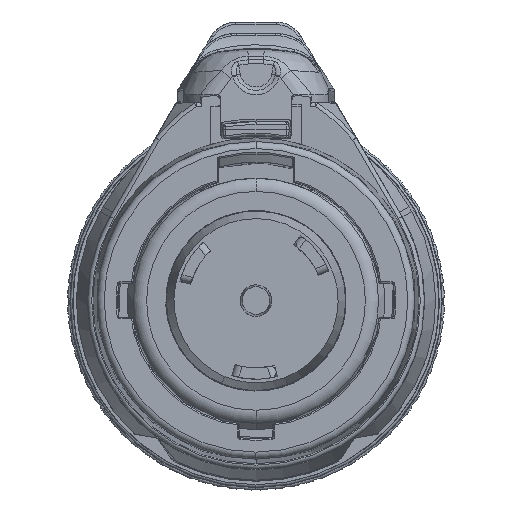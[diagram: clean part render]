
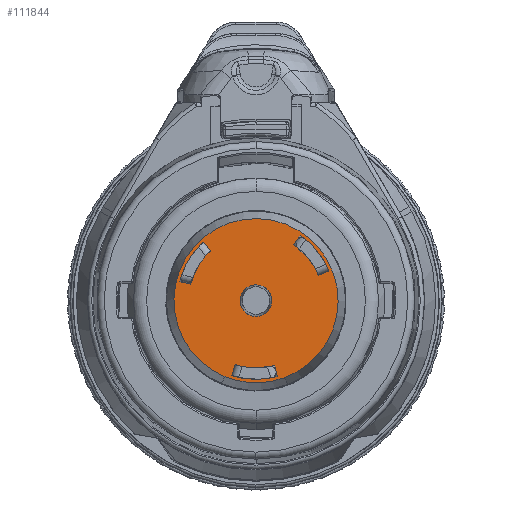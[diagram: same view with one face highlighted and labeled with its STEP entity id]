
A CAD part, top view. The second image highlights one B-rep face of the part: STEP entity #111844.
In plain terms, the highlighted planar face has unit normal (0, 0, 1).
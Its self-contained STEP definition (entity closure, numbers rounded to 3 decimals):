
#39477=CARTESIAN_POINT('',(0.,0.,48.8));
#39478=DIRECTION('',(0.,0.,1.));
#39479=DIRECTION('',(0.345,-0.939,0.));
#39480=AXIS2_PLACEMENT_3D('',#39477,#39478,#39479);
#39497=CARTESIAN_POINT('',(-2.208,-5.415,
48.8));
#39499=CARTESIAN_POINT('',(2.017,-5.489,
48.8));
#39511=CARTESIAN_POINT('',(0.,0.,48.8));
#39512=DIRECTION('',(0.,0.,1.));
#39513=DIRECTION('',(-0.378,-0.926,0.));
#39514=AXIS2_PLACEMENT_3D('',#39511,#39512,#39513);
#39516=DIRECTION('',(-0.307,-0.952,0.));
#39517=VECTOR('',#39516,0.8);
#39518=CARTESIAN_POINT('',(-1.473,-4.568,48.8));
#39519=LINE('',#39518,#39517);
#39520=DIRECTION('',(-0.274,0.962,0.));
#39521=VECTOR('',#39520,0.8);
#39522=CARTESIAN_POINT('',(1.532,-5.386,48.8));
#39523=LINE('',#39522,#39521);
#39524=DIRECTION('',(0.926,0.377,0.));
#39525=VECTOR('',#39524,0.8);
#39526=CARTESIAN_POINT('',(4.447,1.808,48.8));
#39527=LINE('',#39526,#39525);
#39528=DIRECTION('',(-0.561,-0.828,0.));
#39529=VECTOR('',#39528,0.8);
#39530=CARTESIAN_POINT('',(3.142,4.636,48.8));
#39531=LINE('',#39530,#39529);
#39532=DIRECTION('',(-0.671,0.742,0.));
#39533=VECTOR('',#39532,0.8);
#39534=CARTESIAN_POINT('',(-3.22,3.56,48.8));
#39535=LINE('',#39534,#39533);
#39536=DIRECTION('',(0.97,-0.244,0.));
#39537=VECTOR('',#39536,0.8);
#39538=CARTESIAN_POINT('',(-5.431,1.367,48.8));
#39539=LINE('',#39538,#39537);
#39545=CARTESIAN_POINT('',(0.,0.,48.8));
#39546=DIRECTION('',(0.,0.,-1.));
#39547=DIRECTION('',(0.108,-0.994,0.));
#39548=AXIS2_PLACEMENT_3D('',#39545,#39546,#39547);
#39555=CARTESIAN_POINT('',(0.,0.,48.8));
#39556=DIRECTION('',(0.,0.,-1.));
#39557=DIRECTION('',(0.994,-0.108,0.));
#39558=AXIS2_PLACEMENT_3D('',#39555,#39556,#39557);
#39598=CARTESIAN_POINT('',(0.,0.,48.8));
#39599=DIRECTION('',(0.,0.,1.));
#39600=DIRECTION('',(-0.108,0.994,0.));
#39601=AXIS2_PLACEMENT_3D('',#39598,#39599,#39600);
#39608=CARTESIAN_POINT('',(0.,0.,48.8));
#39609=DIRECTION('',(0.,0.,-1.));
#39610=DIRECTION('',(-0.108,0.994,0.));
#39611=AXIS2_PLACEMENT_3D('',#39608,#39609,#39610);
#39668=CARTESIAN_POINT('',(0.,0.,48.8));
#39669=DIRECTION('',(0.,0.,1.));
#39670=DIRECTION('',(-0.307,-0.952,0.));
#39671=AXIS2_PLACEMENT_3D('',#39668,#39669,#39670);
#39703=CARTESIAN_POINT('',(0.,0.,48.8));
#39704=DIRECTION('',(0.,0.,1.));
#39705=DIRECTION('',(-0.307,-0.952,0.));
#39706=AXIS2_PLACEMENT_3D('',#39703,#39704,#39705);
#39822=CARTESIAN_POINT('',(0.,0.,48.8));
#39823=DIRECTION('',(0.,0.,-1.));
#39824=DIRECTION('',(0.561,0.828,0.));
#39825=AXIS2_PLACEMENT_3D('',#39822,#39823,#39824);
#39857=CARTESIAN_POINT('',(0.,0.,48.8));
#39858=DIRECTION('',(0.,0.,-1.));
#39859=DIRECTION('',(0.561,0.828,0.));
#39860=AXIS2_PLACEMENT_3D('',#39857,#39858,#39859);
#39976=CARTESIAN_POINT('',(0.,0.,48.8));
#39977=DIRECTION('',(0.,0.,1.));
#39978=DIRECTION('',(-0.671,0.742,0.));
#39979=AXIS2_PLACEMENT_3D('',#39976,#39977,#39978);
#40011=CARTESIAN_POINT('',(0.,0.,48.8));
#40012=DIRECTION('',(0.,0.,1.));
#40013=DIRECTION('',(-0.671,0.742,0.));
#40014=AXIS2_PLACEMENT_3D('',#40011,#40012,#40013);
#48299=CARTESIAN_POINT('',(-4.655,1.171,48.8));
#48300=VERTEX_POINT('',#48299);
#48301=CARTESIAN_POINT('',(-3.22,3.56,48.8));
#48302=VERTEX_POINT('',#48301);
#48303=CARTESIAN_POINT('',(1.313,-4.617,48.8));
#48304=VERTEX_POINT('',#48303);
#48305=CARTESIAN_POINT('',(-1.473,-4.568,48.8));
#48306=VERTEX_POINT('',#48305);
#48307=CARTESIAN_POINT('',(2.693,3.974,48.8));
#48308=VERTEX_POINT('',#48307);
#48309=CARTESIAN_POINT('',(4.447,1.808,48.8));
#48310=VERTEX_POINT('',#48309);
#48311=CARTESIAN_POINT('',(-3.756,4.153,48.8));
#48312=CARTESIAN_POINT('',(-5.431,1.367,48.8));
#48313=VERTEX_POINT('',#48311);
#48314=VERTEX_POINT('',#48312);
#48315=CARTESIAN_POINT('',(-1.719,-5.33,48.8));
#48316=CARTESIAN_POINT('',(1.532,-5.386,48.8));
#48317=VERTEX_POINT('',#48315);
#48318=VERTEX_POINT('',#48316);
#48319=CARTESIAN_POINT('',(3.142,4.636,48.8));
#48320=CARTESIAN_POINT('',(5.188,2.109,48.8));
#48321=VERTEX_POINT('',#48319);
#48322=VERTEX_POINT('',#48320);
#48499=CARTESIAN_POINT('',(-0.122,1.12,48.8));
#48500=VERTEX_POINT('',#48499);
#48501=CARTESIAN_POINT('',(0.122,-1.12,48.8));
#48502=VERTEX_POINT('',#48501);
#48503=CARTESIAN_POINT('',(-1.12,0.122,48.8));
#48504=VERTEX_POINT('',#48503);
#48505=CARTESIAN_POINT('',(1.12,-0.122,48.8));
#48506=VERTEX_POINT('',#48505);
#48512=VERTEX_POINT('',#39497);
#48513=VERTEX_POINT('',#39499);
#111795=CARTESIAN_POINT('',(0.,0.,48.8));
#111796=DIRECTION('',(0.,0.,1.));
#111797=DIRECTION('',(1.,0.,0.));
#111798=AXIS2_PLACEMENT_3D('',#111795,#111796,#111797);
#111799=PLANE('',#111798);
#111800=ORIENTED_EDGE('',*,*,#111772,.F.);
#111801=ORIENTED_EDGE('',*,*,#111788,.F.);
#111802=EDGE_LOOP('',(#111800,#111801));
#111803=FACE_OUTER_BOUND('',#111802,.F.);
#111805=ORIENTED_EDGE('',*,*,#111804,.F.);
#111807=ORIENTED_EDGE('',*,*,#111806,.F.);
#111809=ORIENTED_EDGE('',*,*,#111808,.F.);
#111811=ORIENTED_EDGE('',*,*,#111810,.T.);
#111812=EDGE_LOOP('',(#111805,#111807,#111809,#111811));
#111813=FACE_BOUND('',#111812,.F.);
#111815=ORIENTED_EDGE('',*,*,#111814,.T.);
#111817=ORIENTED_EDGE('',*,*,#111816,.T.);
#111819=ORIENTED_EDGE('',*,*,#111818,.T.);
#111821=ORIENTED_EDGE('',*,*,#111820,.F.);
#111822=EDGE_LOOP('',(#111815,#111817,#111819,#111821));
#111823=FACE_BOUND('',#111822,.F.);
#111825=ORIENTED_EDGE('',*,*,#111824,.T.);
#111827=ORIENTED_EDGE('',*,*,#111826,.F.);
#111829=ORIENTED_EDGE('',*,*,#111828,.T.);
#111831=ORIENTED_EDGE('',*,*,#111830,.T.);
#111832=EDGE_LOOP('',(#111825,#111827,#111829,#111831));
#111833=FACE_BOUND('',#111832,.F.);
#111835=ORIENTED_EDGE('',*,*,#111834,.T.);
#111837=ORIENTED_EDGE('',*,*,#111836,.T.);
#111839=ORIENTED_EDGE('',*,*,#111838,.T.);
#111841=ORIENTED_EDGE('',*,*,#111840,.F.);
#111842=EDGE_LOOP('',(#111835,#111837,#111839,#111841));
#111843=FACE_BOUND('',#111842,.F.);
#111844=ADVANCED_FACE('',(#111803,#111813,#111823,#111833,#111843),#111799,.T.);
#39481=CIRCLE('',#39480,5.848);
#39515=CIRCLE('',#39514,5.848);
#39549=CIRCLE('',#39548,1.126);
#39559=CIRCLE('',#39558,1.126);
#39602=CIRCLE('',#39601,1.126);
#39612=CIRCLE('',#39611,1.126);
#39672=CIRCLE('',#39671,4.8);
#39707=CIRCLE('',#39706,5.6);
#39826=CIRCLE('',#39825,4.8);
#39861=CIRCLE('',#39860,5.6);
#39980=CIRCLE('',#39979,4.8);
#40015=CIRCLE('',#40014,5.6);
#111772=EDGE_CURVE('',#48513,#48512,#39481,.T.);
#111788=EDGE_CURVE('',#48512,#48513,#39515,.T.);
#111804=EDGE_CURVE('',#48502,#48504,#39549,.T.);
#111806=EDGE_CURVE('',#48506,#48502,#39559,.T.);
#111808=EDGE_CURVE('',#48500,#48506,#39612,.T.);
#111810=EDGE_CURVE('',#48500,#48504,#39602,.T.);
#111814=EDGE_CURVE('',#48306,#48317,#39519,.T.);
#111816=EDGE_CURVE('',#48317,#48318,#39707,.T.);
#111818=EDGE_CURVE('',#48318,#48304,#39523,.T.);
#111820=EDGE_CURVE('',#48306,#48304,#39672,.T.);
#111824=EDGE_CURVE('',#48310,#48322,#39527,.T.);
#111826=EDGE_CURVE('',#48321,#48322,#39861,.T.);
#111828=EDGE_CURVE('',#48321,#48308,#39531,.T.);
#111830=EDGE_CURVE('',#48308,#48310,#39826,.T.);
#111834=EDGE_CURVE('',#48302,#48313,#39535,.T.);
#111836=EDGE_CURVE('',#48313,#48314,#40015,.T.);
#111838=EDGE_CURVE('',#48314,#48300,#39539,.T.);
#111840=EDGE_CURVE('',#48302,#48300,#39980,.T.);
